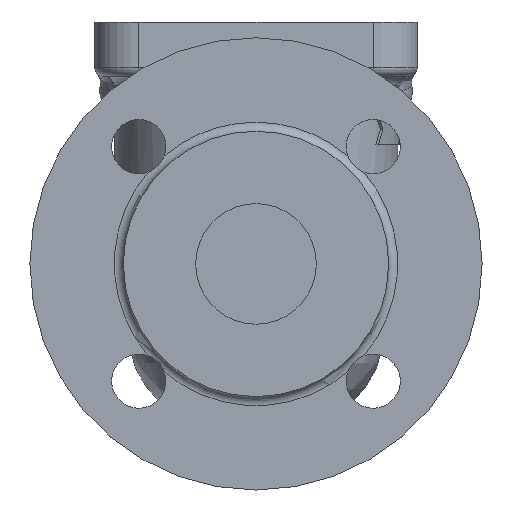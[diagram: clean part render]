
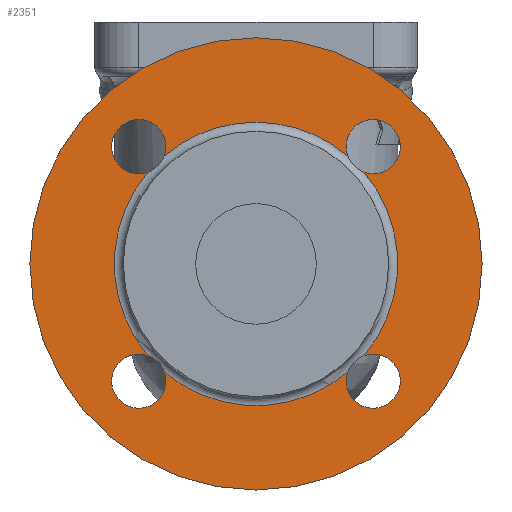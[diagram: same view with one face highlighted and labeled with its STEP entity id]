
A CAD part, left-side view. The second image highlights one B-rep face of the part: STEP entity #2351.
In plain terms, the highlighted planar face has unit normal (-1, 0, 0).
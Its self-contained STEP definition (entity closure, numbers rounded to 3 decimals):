
#411=PLANE('',#2592);
#454=FACE_BOUND('',#779,.T.);
#594=FACE_OUTER_BOUND('',#778,.T.);
#778=EDGE_LOOP('',(#2114));
#779=EDGE_LOOP('',(#2115,#2116,#2117,#2118,#2119,#2120,#2121,#2122));
#924=CIRCLE('',#2551,75.);
#938=CIRCLE('',#2575,47.);
#939=CIRCLE('',#2576,47.);
#940=CIRCLE('',#2577,47.);
#941=CIRCLE('',#2578,47.);
#945=CIRCLE('',#2585,9.);
#946=CIRCLE('',#2587,9.);
#947=CIRCLE('',#2589,9.);
#948=CIRCLE('',#2591,9.);
#1149=VERTEX_POINT('',#6716);
#1161=VERTEX_POINT('',#7080);
#1162=VERTEX_POINT('',#7081);
#1163=VERTEX_POINT('',#7096);
#1164=VERTEX_POINT('',#7098);
#1165=VERTEX_POINT('',#7113);
#1166=VERTEX_POINT('',#7115);
#1167=VERTEX_POINT('',#7130);
#1168=VERTEX_POINT('',#7132);
#1471=EDGE_CURVE('',#1149,#1149,#924,.T.);
#1490=EDGE_CURVE('',#1161,#1163,#938,.T.);
#1492=EDGE_CURVE('',#1164,#1165,#939,.T.);
#1494=EDGE_CURVE('',#1166,#1167,#940,.T.);
#1496=EDGE_CURVE('',#1168,#1162,#941,.T.);
#1500=EDGE_CURVE('',#1168,#1167,#945,.T.);
#1501=EDGE_CURVE('',#1166,#1165,#946,.T.);
#1502=EDGE_CURVE('',#1164,#1163,#947,.T.);
#1503=EDGE_CURVE('',#1161,#1162,#948,.T.);
#2114=ORIENTED_EDGE('',*,*,#1471,.T.);
#2115=ORIENTED_EDGE('',*,*,#1496,.F.);
#2116=ORIENTED_EDGE('',*,*,#1500,.T.);
#2117=ORIENTED_EDGE('',*,*,#1494,.F.);
#2118=ORIENTED_EDGE('',*,*,#1501,.T.);
#2119=ORIENTED_EDGE('',*,*,#1492,.F.);
#2120=ORIENTED_EDGE('',*,*,#1502,.T.);
#2121=ORIENTED_EDGE('',*,*,#1490,.F.);
#2122=ORIENTED_EDGE('',*,*,#1503,.T.);
#2351=ADVANCED_FACE('',(#594,#454),#411,.T.);
#2551=AXIS2_PLACEMENT_3D('',#6717,#3037,#3038);
#2575=AXIS2_PLACEMENT_3D('',#7097,#3085,#3086);
#2576=AXIS2_PLACEMENT_3D('',#7114,#3087,#3088);
#2577=AXIS2_PLACEMENT_3D('',#7131,#3089,#3090);
#2578=AXIS2_PLACEMENT_3D('',#7147,#3091,#3092);
#2585=AXIS2_PLACEMENT_3D('',#7157,#3105,#3106);
#2587=AXIS2_PLACEMENT_3D('',#7159,#3109,#3110);
#2589=AXIS2_PLACEMENT_3D('',#7161,#3113,#3114);
#2591=AXIS2_PLACEMENT_3D('',#7163,#3117,#3118);
#2592=AXIS2_PLACEMENT_3D('',#7164,#3119,#3120);
#3037=DIRECTION('center_axis',(-1.,0.,0.));
#3038=DIRECTION('ref_axis',(0.,0.,1.));
#3085=DIRECTION('center_axis',(-1.,0.,0.));
#3086=DIRECTION('ref_axis',(0.,0.,-1.));
#3087=DIRECTION('center_axis',(-1.,0.,0.));
#3088=DIRECTION('ref_axis',(0.,0.,-1.));
#3089=DIRECTION('center_axis',(-1.,0.,0.));
#3090=DIRECTION('ref_axis',(0.,0.,-1.));
#3091=DIRECTION('center_axis',(-1.,0.,0.));
#3092=DIRECTION('ref_axis',(0.,0.,-1.));
#3105=DIRECTION('center_axis',(1.,0.,0.));
#3106=DIRECTION('ref_axis',(0.,-1.,0.));
#3109=DIRECTION('center_axis',(1.,0.,0.));
#3110=DIRECTION('ref_axis',(0.,0.,-1.));
#3113=DIRECTION('center_axis',(1.,0.,0.));
#3114=DIRECTION('ref_axis',(0.,1.,0.));
#3117=DIRECTION('center_axis',(1.,0.,0.));
#3118=DIRECTION('ref_axis',(0.,0.,1.));
#3119=DIRECTION('center_axis',(-1.,0.,0.));
#3120=DIRECTION('ref_axis',(0.,0.,1.));
#6716=CARTESIAN_POINT('',(-97.,0.,-5.237));
#6717=CARTESIAN_POINT('Origin',(-97.,0.,-80.237));
#7080=CARTESIAN_POINT('',(-97.,-30.432,-44.419));
#7081=CARTESIAN_POINT('',(-97.,-35.818,-49.805));
#7096=CARTESIAN_POINT('',(-97.,30.432,-44.419));
#7097=CARTESIAN_POINT('Origin',(-97.,0.,-80.237));
#7098=CARTESIAN_POINT('',(-97.,35.818,-49.805));
#7113=CARTESIAN_POINT('',(-97.,35.818,-110.668));
#7114=CARTESIAN_POINT('Origin',(-97.,0.,-80.237));
#7115=CARTESIAN_POINT('',(-97.,30.432,-116.054));
#7130=CARTESIAN_POINT('',(-97.,-30.432,-116.054));
#7131=CARTESIAN_POINT('Origin',(-97.,0.,-80.237));
#7132=CARTESIAN_POINT('',(-97.,-35.818,-110.668));
#7147=CARTESIAN_POINT('Origin',(-97.,0.,-80.237));
#7157=CARTESIAN_POINT('Origin',(-97.,-38.891,-119.127));
#7159=CARTESIAN_POINT('Origin',(-97.,38.891,-119.127));
#7161=CARTESIAN_POINT('Origin',(-97.,38.891,-41.346));
#7163=CARTESIAN_POINT('Origin',(-97.,-38.891,-41.346));
#7164=CARTESIAN_POINT('Origin',(-97.,0.,-36.237));
